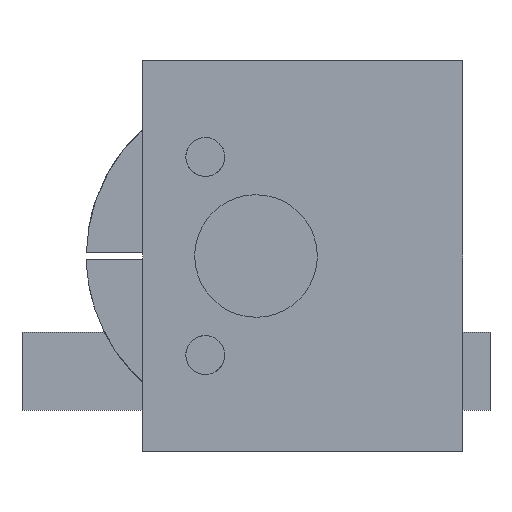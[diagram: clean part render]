
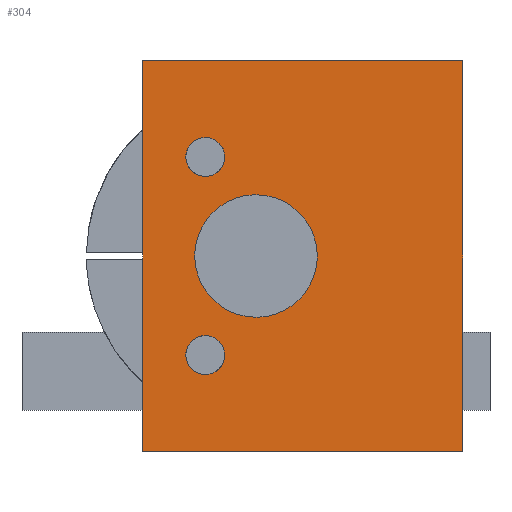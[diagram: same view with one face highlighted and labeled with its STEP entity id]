
A CAD part, front view. The second image highlights one B-rep face of the part: STEP entity #304.
In plain terms, the highlighted free-form (B-spline) face has degree [1, 1] with [2, 2] control points.
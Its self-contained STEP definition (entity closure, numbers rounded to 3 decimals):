
#118 = VERTEX_POINT('',#119);
#119 = CARTESIAN_POINT('',(-16.704,0.,-20.311));
#124 = EDGE_CURVE('',#118,#125,#127,.T.);
#125 = VERTEX_POINT('',#126);
#126 = CARTESIAN_POINT('',(-16.704,0.,-13.63));
#127 = ( BOUNDED_CURVE() B_SPLINE_CURVE(2,(#128,#129,#130,#131,#132),
.UNSPECIFIED.,.F.,.F.) B_SPLINE_CURVE_WITH_KNOTS((3,2,3),(3.142,
4.712,6.283),.PIECEWISE_BEZIER_KNOTS.) CURVE() 
GEOMETRIC_REPRESENTATION_ITEM() RATIONAL_B_SPLINE_CURVE((1.,
0.707,1.,0.707,1.)) REPRESENTATION_ITEM('') );
#128 = CARTESIAN_POINT('',(-16.704,0.,-20.311));
#129 = CARTESIAN_POINT('',(-20.044,0.,-20.311));
#130 = CARTESIAN_POINT('',(-20.044,0.,-16.971));
#131 = CARTESIAN_POINT('',(-20.044,0.,-13.63));
#132 = CARTESIAN_POINT('',(-16.704,0.,-13.63));
#157 = VERTEX_POINT('',#158);
#158 = CARTESIAN_POINT('',(-8.018,0.,-10.49));
#163 = EDGE_CURVE('',#157,#164,#166,.T.);
#164 = VERTEX_POINT('',#165);
#165 = CARTESIAN_POINT('',(-8.018,0.,10.49));
#166 = ( BOUNDED_CURVE() B_SPLINE_CURVE(2,(#167,#168,#169,#170,#171),
.UNSPECIFIED.,.F.,.F.) B_SPLINE_CURVE_WITH_KNOTS((3,2,3),(3.142,
4.712,6.283),.PIECEWISE_BEZIER_KNOTS.) CURVE() 
GEOMETRIC_REPRESENTATION_ITEM() RATIONAL_B_SPLINE_CURVE((1.,
0.707,1.,0.707,1.)) REPRESENTATION_ITEM('') );
#167 = CARTESIAN_POINT('',(-8.018,0.,-10.49));
#168 = CARTESIAN_POINT('',(-18.507,0.,-10.49));
#169 = CARTESIAN_POINT('',(-18.507,0.,0.));
#170 = CARTESIAN_POINT('',(-18.507,0.,10.49));
#171 = CARTESIAN_POINT('',(-8.018,0.,10.49));
#203 = VERTEX_POINT('',#204);
#204 = CARTESIAN_POINT('',(-16.704,0.,13.63));
#209 = EDGE_CURVE('',#203,#210,#212,.T.);
#210 = VERTEX_POINT('',#211);
#211 = CARTESIAN_POINT('',(-16.704,0.,20.311));
#212 = ( BOUNDED_CURVE() B_SPLINE_CURVE(2,(#213,#214,#215,#216,#217),
.UNSPECIFIED.,.F.,.F.) B_SPLINE_CURVE_WITH_KNOTS((3,2,3),(0.,
1.571,3.142),.PIECEWISE_BEZIER_KNOTS.) CURVE() 
GEOMETRIC_REPRESENTATION_ITEM() RATIONAL_B_SPLINE_CURVE((1.,
0.707,1.,0.707,1.)) REPRESENTATION_ITEM('') );
#213 = CARTESIAN_POINT('',(-16.704,0.,13.63));
#214 = CARTESIAN_POINT('',(-20.044,0.,13.63));
#215 = CARTESIAN_POINT('',(-20.044,0.,16.971));
#216 = CARTESIAN_POINT('',(-20.044,0.,20.311));
#217 = CARTESIAN_POINT('',(-16.704,0.,20.311));
#304 = ADVANCED_FACE('',(#305,#335,#346,#357),#368,.F.);
#305 = FACE_BOUND('',#306,.T.);
#306 = EDGE_LOOP('',(#307,#316,#323,#330));
#307 = ORIENTED_EDGE('',*,*,#308,.F.);
#308 = EDGE_CURVE('',#309,#311,#313,.T.);
#309 = VERTEX_POINT('',#310);
#310 = CARTESIAN_POINT('',(27.394,0.,33.407));
#311 = VERTEX_POINT('',#312);
#312 = CARTESIAN_POINT('',(27.394,0.,-33.407));
#313 = B_SPLINE_CURVE_WITH_KNOTS('',1,(#314,#315),.UNSPECIFIED.,.F.,.F.,
  (2,2),(-50.,-0.),.PIECEWISE_BEZIER_KNOTS.);
#314 = CARTESIAN_POINT('',(27.394,0.,33.407));
#315 = CARTESIAN_POINT('',(27.394,0.,-33.407));
#316 = ORIENTED_EDGE('',*,*,#317,.F.);
#317 = EDGE_CURVE('',#318,#309,#320,.T.);
#318 = VERTEX_POINT('',#319);
#319 = CARTESIAN_POINT('',(-27.394,0.,33.407));
#320 = B_SPLINE_CURVE_WITH_KNOTS('',1,(#321,#322),.UNSPECIFIED.,.F.,.F.,
  (2,2),(0.,41.),.PIECEWISE_BEZIER_KNOTS.);
#321 = CARTESIAN_POINT('',(-27.394,0.,33.407));
#322 = CARTESIAN_POINT('',(27.394,0.,33.407));
#323 = ORIENTED_EDGE('',*,*,#324,.F.);
#324 = EDGE_CURVE('',#325,#318,#327,.T.);
#325 = VERTEX_POINT('',#326);
#326 = CARTESIAN_POINT('',(-27.394,0.,-33.407));
#327 = B_SPLINE_CURVE_WITH_KNOTS('',1,(#328,#329),.UNSPECIFIED.,.F.,.F.,
  (2,2),(0.,50.),.PIECEWISE_BEZIER_KNOTS.);
#328 = CARTESIAN_POINT('',(-27.394,0.,-33.407));
#329 = CARTESIAN_POINT('',(-27.394,0.,33.407));
#330 = ORIENTED_EDGE('',*,*,#331,.F.);
#331 = EDGE_CURVE('',#311,#325,#332,.T.);
#332 = B_SPLINE_CURVE_WITH_KNOTS('',1,(#333,#334),.UNSPECIFIED.,.F.,.F.,
  (2,2),(-41.,-0.),.PIECEWISE_BEZIER_KNOTS.);
#333 = CARTESIAN_POINT('',(27.394,0.,-33.407));
#334 = CARTESIAN_POINT('',(-27.394,0.,-33.407));
#335 = FACE_BOUND('',#336,.T.);
#336 = EDGE_LOOP('',(#337,#338));
#337 = ORIENTED_EDGE('',*,*,#209,.T.);
#338 = ORIENTED_EDGE('',*,*,#339,.T.);
#339 = EDGE_CURVE('',#210,#203,#340,.T.);
#340 = ( BOUNDED_CURVE() B_SPLINE_CURVE(2,(#341,#342,#343,#344,#345),
.UNSPECIFIED.,.F.,.F.) B_SPLINE_CURVE_WITH_KNOTS((3,2,3),(3.142,
4.712,6.283),.PIECEWISE_BEZIER_KNOTS.) CURVE() 
GEOMETRIC_REPRESENTATION_ITEM() RATIONAL_B_SPLINE_CURVE((1.,
0.707,1.,0.707,1.)) REPRESENTATION_ITEM('') );
#341 = CARTESIAN_POINT('',(-16.704,0.,20.311));
#342 = CARTESIAN_POINT('',(-13.363,0.,20.311));
#343 = CARTESIAN_POINT('',(-13.363,0.,16.971));
#344 = CARTESIAN_POINT('',(-13.363,0.,13.63));
#345 = CARTESIAN_POINT('',(-16.704,0.,13.63));
#346 = FACE_BOUND('',#347,.T.);
#347 = EDGE_LOOP('',(#348,#349));
#348 = ORIENTED_EDGE('',*,*,#163,.T.);
#349 = ORIENTED_EDGE('',*,*,#350,.T.);
#350 = EDGE_CURVE('',#164,#157,#351,.T.);
#351 = ( BOUNDED_CURVE() B_SPLINE_CURVE(2,(#352,#353,#354,#355,#356),
.UNSPECIFIED.,.F.,.F.) B_SPLINE_CURVE_WITH_KNOTS((3,2,3),(0.,
1.571,3.142),.PIECEWISE_BEZIER_KNOTS.) CURVE() 
GEOMETRIC_REPRESENTATION_ITEM() RATIONAL_B_SPLINE_CURVE((1.,
0.707,1.,0.707,1.)) REPRESENTATION_ITEM('') );
#352 = CARTESIAN_POINT('',(-8.018,0.,10.49));
#353 = CARTESIAN_POINT('',(2.472,0.,10.49));
#354 = CARTESIAN_POINT('',(2.472,0.,0.));
#355 = CARTESIAN_POINT('',(2.472,0.,-10.49));
#356 = CARTESIAN_POINT('',(-8.018,0.,-10.49));
#357 = FACE_BOUND('',#358,.T.);
#358 = EDGE_LOOP('',(#359,#360));
#359 = ORIENTED_EDGE('',*,*,#124,.T.);
#360 = ORIENTED_EDGE('',*,*,#361,.T.);
#361 = EDGE_CURVE('',#125,#118,#362,.T.);
#362 = ( BOUNDED_CURVE() B_SPLINE_CURVE(2,(#363,#364,#365,#366,#367),
.UNSPECIFIED.,.F.,.F.) B_SPLINE_CURVE_WITH_KNOTS((3,2,3),(0.,
1.571,3.142),.PIECEWISE_BEZIER_KNOTS.) CURVE() 
GEOMETRIC_REPRESENTATION_ITEM() RATIONAL_B_SPLINE_CURVE((1.,
0.707,1.,0.707,1.)) REPRESENTATION_ITEM('') );
#363 = CARTESIAN_POINT('',(-16.704,0.,-13.63));
#364 = CARTESIAN_POINT('',(-13.363,0.,-13.63));
#365 = CARTESIAN_POINT('',(-13.363,0.,-16.971));
#366 = CARTESIAN_POINT('',(-13.363,0.,-20.311));
#367 = CARTESIAN_POINT('',(-16.704,0.,-20.311));
#368 = B_SPLINE_SURFACE_WITH_KNOTS('',1,1,(
    (#369,#370)
    ,(#371,#372
    )),.UNSPECIFIED.,.F.,.F.,.F.,(2,2),(2,2),(-25.,25.),(-20.5,20.5),
  .PIECEWISE_BEZIER_KNOTS.);
#369 = CARTESIAN_POINT('',(-27.394,0.,-33.407));
#370 = CARTESIAN_POINT('',(27.394,0.,-33.407));
#371 = CARTESIAN_POINT('',(-27.394,0.,33.407));
#372 = CARTESIAN_POINT('',(27.394,0.,33.407));
